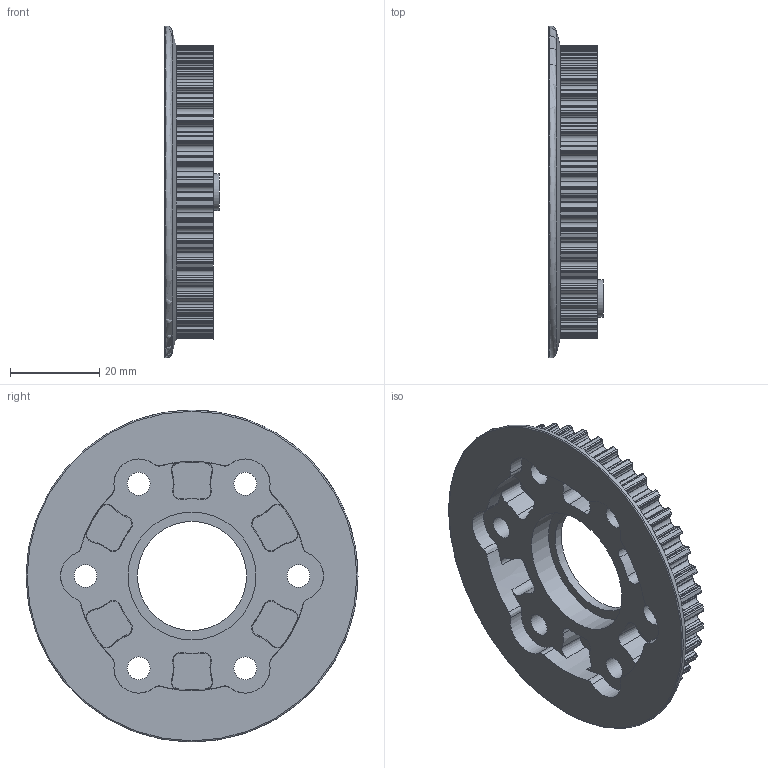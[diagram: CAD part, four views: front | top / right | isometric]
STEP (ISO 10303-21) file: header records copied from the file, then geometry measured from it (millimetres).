
FILE_DESCRIPTION (( 'STEP AP214' ), '1' );
FILE_NAME ('am-2234a_half 42 tooth HTD Pulley half.STEP', '2021-06-09T19:23:57', ( '' ), ( '' ), 'SwSTEP 2.0', 'SolidWorks 2019', '' );
FILE_SCHEMA (( 'AUTOMOTIVE_DESIGN' ));
Length unit declared in the file: inch
Products named in the file (1): am-2234a_half 42 tooth HTD Pulley half
Bounding box: 12.14 x 74.23 x 74.21 mm (x, y, z)
Volume: 21130.5 mm3; surface area: 13356.2 mm2
Topology: 1 solids, 1 shells, 847 faces, 2441 edges, 1600 vertices
Faces by surface type: cylinder 646, plane 138, cone 49, bspline 12, torus 2
Full cylindrical faces by diameter (mm): 5.105 x6, 8.28 x1, 8.306 x1, 24.409 x1, 28.575 x1
Entity records: 28932 total; most frequent: DIRECTION 5618, CARTESIAN_POINT 5334, ORIENTED_EDGE 4846, EDGE_CURVE 2423, AXIS2_PLACEMENT_3D 2407, VERTEX_POINT 1595, CIRCLE 1571, EDGE_LOOP 878
